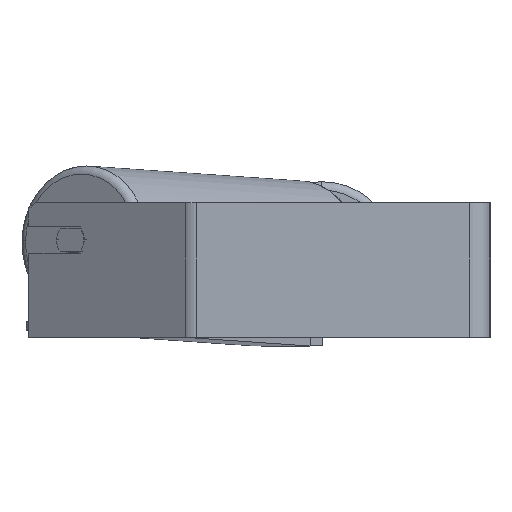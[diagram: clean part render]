
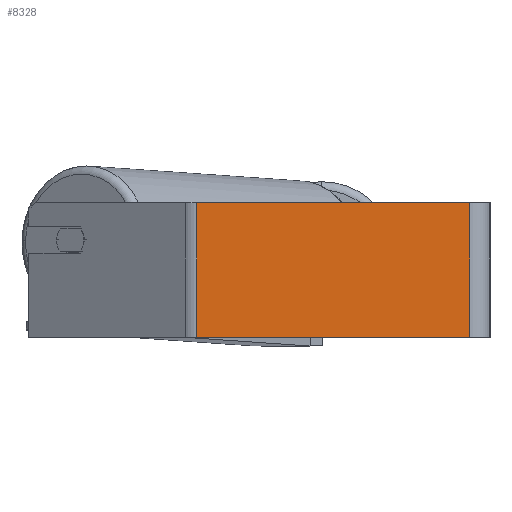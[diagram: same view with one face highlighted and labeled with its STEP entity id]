
A CAD part, left-side view. The second image highlights one B-rep face of the part: STEP entity #8328.
In plain terms, the highlighted planar face has unit normal (-1, 0, 0).
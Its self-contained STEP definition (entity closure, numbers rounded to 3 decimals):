
#354 = CARTESIAN_POINT ( 'NONE',  ( -400., 178.151, -40. ) ) ;
#821 = LINE ( 'NONE', #2252, #7500 ) ;
#1217 = AXIS2_PLACEMENT_3D ( 'NONE', #4289, #5802, #7080 ) ;
#1429 = VECTOR ( 'NONE', #8483, 1000. ) ;
#1506 = PLANE ( 'NONE',  #1217 ) ;
#1809 = EDGE_LOOP ( 'NONE', ( #2376, #4942, #2688, #3990 ) ) ;
#1840 = VERTEX_POINT ( 'NONE', #6135 ) ;
#1939 = DIRECTION ( 'NONE',  ( 0., -1., 0. ) ) ;
#1942 = EDGE_CURVE ( 'NONE', #4967, #1840, #2149, .T. ) ;
#2149 = LINE ( 'NONE', #5704, #1429 ) ;
#2252 = CARTESIAN_POINT ( 'NONE',  ( -400., 174.367, 40. ) ) ;
#2376 = ORIENTED_EDGE ( 'NONE', *, *, #8370, .T. ) ;
#2533 = DIRECTION ( 'NONE',  ( 0., -1., 0. ) ) ;
#2688 = ORIENTED_EDGE ( 'NONE', *, *, #5763, .F. ) ;
#3315 = DIRECTION ( 'NONE',  ( 0., 0., -1. ) ) ;
#3412 = VECTOR ( 'NONE', #2533, 1000. ) ;
#3440 = LINE ( 'NONE', #6180, #3412 ) ;
#3990 = ORIENTED_EDGE ( 'NONE', *, *, #8336, .T. ) ;
#4289 = CARTESIAN_POINT ( 'NONE',  ( -400., 178.151, 40. ) ) ;
#4942 = ORIENTED_EDGE ( 'NONE', *, *, #1942, .F. ) ;
#4967 = VERTEX_POINT ( 'NONE', #8291 ) ;
#5704 = CARTESIAN_POINT ( 'NONE',  ( -400., 12., 40. ) ) ;
#5763 = EDGE_CURVE ( 'NONE', #6291, #4967, #3440, .T. ) ;
#5802 = DIRECTION ( 'NONE',  ( 1., 0., 0. ) ) ;
#6135 = CARTESIAN_POINT ( 'NONE',  ( -400., 12., -40. ) ) ;
#6180 = CARTESIAN_POINT ( 'NONE',  ( -400., 178.151, 40. ) ) ;
#6190 = VECTOR ( 'NONE', #1939, 1000. ) ;
#6291 = VERTEX_POINT ( 'NONE', #6374 ) ;
#6296 = CARTESIAN_POINT ( 'NONE',  ( -400., 174.367, -40. ) ) ;
#6374 = CARTESIAN_POINT ( 'NONE',  ( -400., 174.367, 40. ) ) ;
#6412 = VERTEX_POINT ( 'NONE', #6296 ) ;
#7080 = DIRECTION ( 'NONE',  ( 0., 0., -1. ) ) ;
#7500 = VECTOR ( 'NONE', #3315, 1000. ) ;
#7773 = FACE_OUTER_BOUND ( 'NONE', #1809, .T. ) ;
#8037 = LINE ( 'NONE', #354, #6190 ) ;
#8291 = CARTESIAN_POINT ( 'NONE',  ( -400., 12., 40. ) ) ;
#8328 = ADVANCED_FACE ( 'NONE', ( #7773 ), #1506, .F. ) ;
#8336 = EDGE_CURVE ( 'NONE', #6291, #6412, #821, .T. ) ;
#8370 = EDGE_CURVE ( 'NONE', #6412, #1840, #8037, .T. ) ;
#8483 = DIRECTION ( 'NONE',  ( 0., 0., -1. ) ) ;
